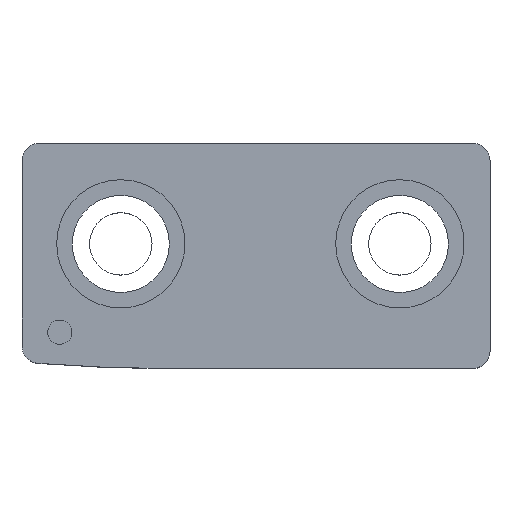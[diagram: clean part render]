
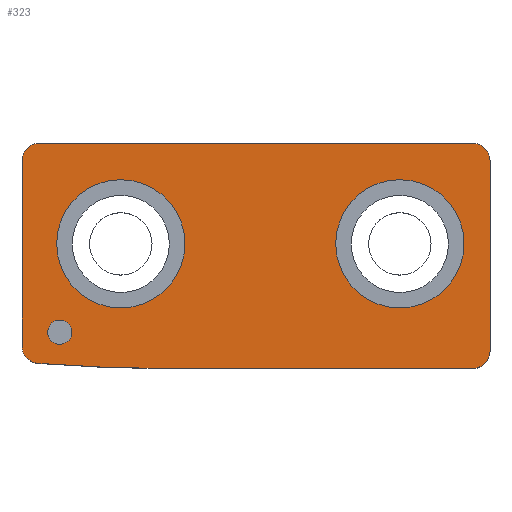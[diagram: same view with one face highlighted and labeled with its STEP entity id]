
A CAD part, top view. The second image highlights one B-rep face of the part: STEP entity #323.
In plain terms, the highlighted planar face has unit normal (0, 0, 1).
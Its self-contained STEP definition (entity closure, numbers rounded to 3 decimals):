
#25=FACE_BOUND('',#74,.T.);
#26=FACE_BOUND('',#75,.T.);
#27=FACE_BOUND('',#76,.T.);
#30=B_SPLINE_CURVE_WITH_KNOTS('',3,(#549,#550,#551,#552,#553,#554,#555),
 .UNSPECIFIED.,.F.,.F.,(4,3,4),(0.,0.713,0.763),
 .UNSPECIFIED.);
#31=B_SPLINE_CURVE_WITH_KNOTS('',3,(#587,#588,#589,#590,#591,#592,#593,
#594,#595,#596),.UNSPECIFIED.,.F.,.F.,(4,2,2,2,4),(0.,0.039,
0.078,0.114,0.15),.UNSPECIFIED.);
#35=PLANE('',#368);
#52=FACE_OUTER_BOUND('',#73,.T.);
#73=EDGE_LOOP('',(#274,#275,#276,#277,#278,#279,#280,#281,#282));
#74=EDGE_LOOP('',(#283));
#75=EDGE_LOOP('',(#284));
#76=EDGE_LOOP('',(#285));
#97=LINE('',#566,#121);
#99=LINE('',#603,#123);
#100=LINE('',#607,#124);
#101=LINE('',#610,#125);
#121=VECTOR('',#439,10.);
#123=VECTOR('',#447,10.);
#124=VECTOR('',#450,10.);
#125=VECTOR('',#453,10.);
#139=CIRCLE('',#358,0.7);
#141=CIRCLE('',#362,3.7);
#142=CIRCLE('',#364,1.);
#143=CIRCLE('',#367,3.7);
#144=CIRCLE('',#369,1.);
#145=CIRCLE('',#370,1.);
#161=VERTEX_POINT('',#524);
#163=VERTEX_POINT('',#531);
#164=VERTEX_POINT('',#546);
#165=VERTEX_POINT('',#548);
#166=VERTEX_POINT('',#558);
#167=VERTEX_POINT('',#560);
#168=VERTEX_POINT('',#564);
#169=VERTEX_POINT('',#598);
#170=VERTEX_POINT('',#602);
#171=VERTEX_POINT('',#604);
#172=VERTEX_POINT('',#606);
#173=VERTEX_POINT('',#608);
#193=EDGE_CURVE('',#161,#161,#139,.T.);
#196=EDGE_CURVE('',#163,#163,#141,.T.);
#199=EDGE_CURVE('',#164,#165,#30,.T.);
#202=EDGE_CURVE('',#166,#167,#142,.T.);
#205=EDGE_CURVE('',#168,#166,#97,.T.);
#206=EDGE_CURVE('',#165,#168,#31,.T.);
#207=EDGE_CURVE('',#169,#169,#143,.T.);
#209=EDGE_CURVE('',#170,#164,#99,.T.);
#210=EDGE_CURVE('',#171,#170,#144,.T.);
#211=EDGE_CURVE('',#172,#171,#100,.T.);
#212=EDGE_CURVE('',#173,#172,#145,.T.);
#213=EDGE_CURVE('',#167,#173,#101,.T.);
#274=ORIENTED_EDGE('',*,*,#209,.F.);
#275=ORIENTED_EDGE('',*,*,#210,.F.);
#276=ORIENTED_EDGE('',*,*,#211,.F.);
#277=ORIENTED_EDGE('',*,*,#212,.F.);
#278=ORIENTED_EDGE('',*,*,#213,.F.);
#279=ORIENTED_EDGE('',*,*,#202,.F.);
#280=ORIENTED_EDGE('',*,*,#205,.F.);
#281=ORIENTED_EDGE('',*,*,#206,.F.);
#282=ORIENTED_EDGE('',*,*,#199,.F.);
#283=ORIENTED_EDGE('',*,*,#193,.F.);
#284=ORIENTED_EDGE('',*,*,#196,.T.);
#285=ORIENTED_EDGE('',*,*,#207,.T.);
#323=ADVANCED_FACE('',(#52,#25,#26,#27),#35,.T.);
#358=AXIS2_PLACEMENT_3D('',#525,#416,#417);
#362=AXIS2_PLACEMENT_3D('',#532,#425,#426);
#364=AXIS2_PLACEMENT_3D('',#561,#433,#434);
#367=AXIS2_PLACEMENT_3D('',#599,#442,#443);
#368=AXIS2_PLACEMENT_3D('',#601,#445,#446);
#369=AXIS2_PLACEMENT_3D('',#605,#448,#449);
#370=AXIS2_PLACEMENT_3D('',#609,#451,#452);
#416=DIRECTION('center_axis',(0.,0.,1.));
#417=DIRECTION('ref_axis',(1.,0.,0.));
#425=DIRECTION('center_axis',(0.,0.,
-1.));
#426=DIRECTION('ref_axis',(-1.,0.,0.));
#433=DIRECTION('center_axis',(0.,0.,
-1.));
#434=DIRECTION('ref_axis',(-0.707,0.707,0.));
#439=DIRECTION('',(0.,1.,0.));
#442=DIRECTION('center_axis',(0.,0.,-1.));
#443=DIRECTION('ref_axis',(-1.,0.,0.));
#445=DIRECTION('center_axis',(0.,0.,1.));
#446=DIRECTION('ref_axis',(-1.,0.,0.));
#447=DIRECTION('',(-1.,0.,0.));
#448=DIRECTION('center_axis',(0.,0.,-1.));
#449=DIRECTION('ref_axis',(0.707,-0.707,0.));
#450=DIRECTION('',(0.,-1.,0.));
#451=DIRECTION('center_axis',(0.,0.,-1.));
#452=DIRECTION('ref_axis',(0.707,0.707,0.));
#453=DIRECTION('',(1.,0.,0.));
#524=CARTESIAN_POINT('',(517.977,-99.425,4.929));
#525=CARTESIAN_POINT('Origin',(518.677,-99.425,4.929));
#531=CARTESIAN_POINT('',(525.9,-94.325,4.929));
#532=CARTESIAN_POINT('Origin',(522.2,-94.325,4.929));
#546=CARTESIAN_POINT('',(525.,-101.524,4.929));
#548=CARTESIAN_POINT('',(517.422,-101.221,4.929));
#549=CARTESIAN_POINT('Ctrl Pts',(525.,-101.524,4.929));
#550=CARTESIAN_POINT('Ctrl Pts',(522.625,-101.524,4.929));
#551=CARTESIAN_POINT('Ctrl Pts',(520.287,-101.433,4.929));
#552=CARTESIAN_POINT('Ctrl Pts',(517.92,-101.259,4.929));
#553=CARTESIAN_POINT('Ctrl Pts',(517.754,-101.247,4.929));
#554=CARTESIAN_POINT('Ctrl Pts',(517.588,-101.234,4.929));
#555=CARTESIAN_POINT('Ctrl Pts',(517.422,-101.221,4.929));
#558=CARTESIAN_POINT('',(516.5,-89.524,4.929));
#560=CARTESIAN_POINT('',(517.5,-88.524,4.929));
#561=CARTESIAN_POINT('Origin',(517.5,-89.524,4.929));
#564=CARTESIAN_POINT('',(516.5,-100.224,4.929));
#566=CARTESIAN_POINT('',(516.5,-98.846,4.929));
#587=CARTESIAN_POINT('Ctrl Pts',(517.422,-101.221,4.929));
#588=CARTESIAN_POINT('Ctrl Pts',(517.292,-101.211,4.929));
#589=CARTESIAN_POINT('Ctrl Pts',(517.166,-101.176,4.929));
#590=CARTESIAN_POINT('Ctrl Pts',(516.933,-101.058,4.929));
#591=CARTESIAN_POINT('Ctrl Pts',(516.829,-100.978,4.929));
#592=CARTESIAN_POINT('Ctrl Pts',(516.666,-100.789,4.929));
#593=CARTESIAN_POINT('Ctrl Pts',(516.605,-100.686,4.929));
#594=CARTESIAN_POINT('Ctrl Pts',(516.521,-100.462,4.929));
#595=CARTESIAN_POINT('Ctrl Pts',(516.5,-100.344,4.929));
#596=CARTESIAN_POINT('Ctrl Pts',(516.5,-100.224,4.929));
#598=CARTESIAN_POINT('',(542.,-94.325,4.929));
#599=CARTESIAN_POINT('Origin',(538.3,-94.325,4.929));
#601=CARTESIAN_POINT('Origin',(527.75,-97.024,4.929));
#602=CARTESIAN_POINT('',(542.5,-101.524,4.929));
#603=CARTESIAN_POINT('',(526.43,-101.524,4.929));
#604=CARTESIAN_POINT('',(543.5,-100.524,4.929));
#605=CARTESIAN_POINT('Origin',(542.5,-100.524,4.929));
#606=CARTESIAN_POINT('',(543.5,-89.524,4.929));
#607=CARTESIAN_POINT('',(543.5,-106.524,4.929));
#608=CARTESIAN_POINT('',(542.5,-88.524,4.929));
#609=CARTESIAN_POINT('Origin',(542.5,-89.524,4.929));
#610=CARTESIAN_POINT('',(519.875,-88.524,4.929));
